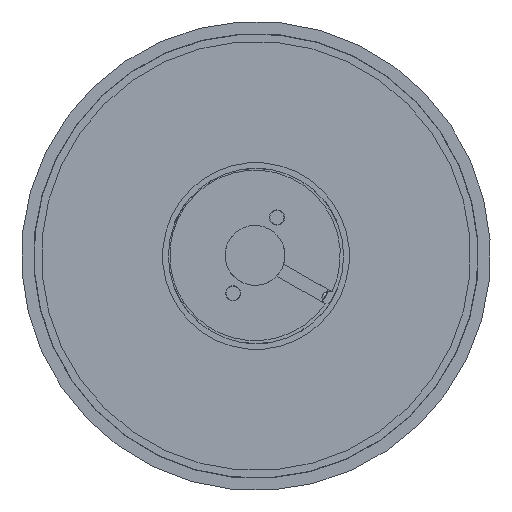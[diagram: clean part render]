
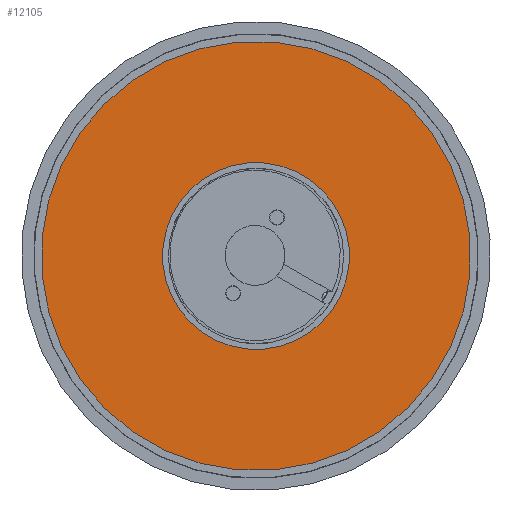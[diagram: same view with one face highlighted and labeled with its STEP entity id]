
A CAD part, front view. The second image highlights one B-rep face of the part: STEP entity #12105.
In plain terms, the highlighted planar face has unit normal (0, -1, 0).
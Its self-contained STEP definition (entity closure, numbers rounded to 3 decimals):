
#1017 = VERTEX_POINT ( 'NONE', #5787 ) ;
#1138 = CARTESIAN_POINT ( 'NONE',  ( 0., 0., -93.1 ) ) ;
#1628 = EDGE_CURVE ( 'NONE', #12891, #12762, #7652, .T. ) ;
#2834 = DIRECTION ( 'NONE',  ( 0., 0., 1. ) ) ;
#2897 = DIRECTION ( 'NONE',  ( 0., 1., 0. ) ) ;
#3200 = EDGE_CURVE ( 'NONE', #12762, #12891, #13139, .T. ) ;
#3209 = DIRECTION ( 'NONE',  ( 0., 0., 1. ) ) ;
#3973 = DIRECTION ( 'NONE',  ( 0., 0., 1. ) ) ;
#4350 = ORIENTED_EDGE ( 'NONE', *, *, #5917, .F. ) ;
#4542 = EDGE_CURVE ( 'NONE', #1017, #8293, #8626, .T. ) ;
#4922 = PLANE ( 'NONE',  #8684 ) ;
#4959 = DIRECTION ( 'NONE',  ( 0., 1., 0. ) ) ;
#5379 = DIRECTION ( 'NONE',  ( 0., 1., 0. ) ) ;
#5670 = ORIENTED_EDGE ( 'NONE', *, *, #1628, .T. ) ;
#5765 = CARTESIAN_POINT ( 'NONE',  ( 0., 0., 0. ) ) ;
#5787 = CARTESIAN_POINT ( 'NONE',  ( 0., 0., 93.1 ) ) ;
#5917 = EDGE_CURVE ( 'NONE', #8293, #1017, #7510, .T. ) ;
#5974 = FACE_OUTER_BOUND ( 'NONE', #11158, .T. ) ;
#6026 = DIRECTION ( 'NONE',  ( 0., 1., 0. ) ) ;
#6502 = CARTESIAN_POINT ( 'NONE',  ( 0., 0., 0. ) ) ;
#7162 = CARTESIAN_POINT ( 'NONE',  ( 0., 0., 0. ) ) ;
#7510 = CIRCLE ( 'NONE', #8407, 93.1 ) ;
#7652 = CIRCLE ( 'NONE', #12405, 40.5 ) ;
#8239 = DIRECTION ( 'NONE',  ( 0., 0., 1. ) ) ;
#8293 = VERTEX_POINT ( 'NONE', #1138 ) ;
#8407 = AXIS2_PLACEMENT_3D ( 'NONE', #5765, #12504, #2834 ) ;
#8626 = CIRCLE ( 'NONE', #12480, 93.1 ) ;
#8684 = AXIS2_PLACEMENT_3D ( 'NONE', #11499, #2897, #8239 ) ;
#9672 = CARTESIAN_POINT ( 'NONE',  ( 0., 0., 40.5 ) ) ;
#11158 = EDGE_LOOP ( 'NONE', ( #4350, #11928 ) ) ;
#11363 = EDGE_LOOP ( 'NONE', ( #12145, #5670 ) ) ;
#11429 = FACE_BOUND ( 'NONE', #11363, .T. ) ;
#11483 = DIRECTION ( 'NONE',  ( 0., 0., 1. ) ) ;
#11499 = CARTESIAN_POINT ( 'NONE',  ( 0., 0., 0. ) ) ;
#11586 = CARTESIAN_POINT ( 'NONE',  ( 0., 0., -40.5 ) ) ;
#11928 = ORIENTED_EDGE ( 'NONE', *, *, #4542, .F. ) ;
#12105 = ADVANCED_FACE ( 'NONE', ( #5974, #11429 ), #4922, .F. ) ;
#12145 = ORIENTED_EDGE ( 'NONE', *, *, #3200, .T. ) ;
#12393 = CARTESIAN_POINT ( 'NONE',  ( 0., 0., 0. ) ) ;
#12405 = AXIS2_PLACEMENT_3D ( 'NONE', #7162, #6026, #11483 ) ;
#12480 = AXIS2_PLACEMENT_3D ( 'NONE', #6502, #5379, #3209 ) ;
#12504 = DIRECTION ( 'NONE',  ( 0., 1., 0. ) ) ;
#12693 = AXIS2_PLACEMENT_3D ( 'NONE', #12393, #4959, #3973 ) ;
#12762 = VERTEX_POINT ( 'NONE', #11586 ) ;
#12891 = VERTEX_POINT ( 'NONE', #9672 ) ;
#13139 = CIRCLE ( 'NONE', #12693, 40.5 ) ;
